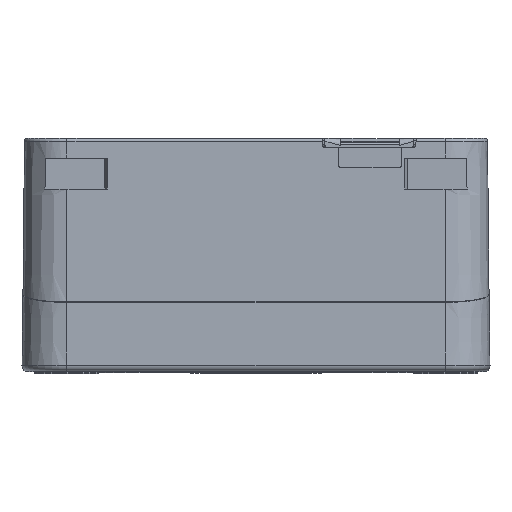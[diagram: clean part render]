
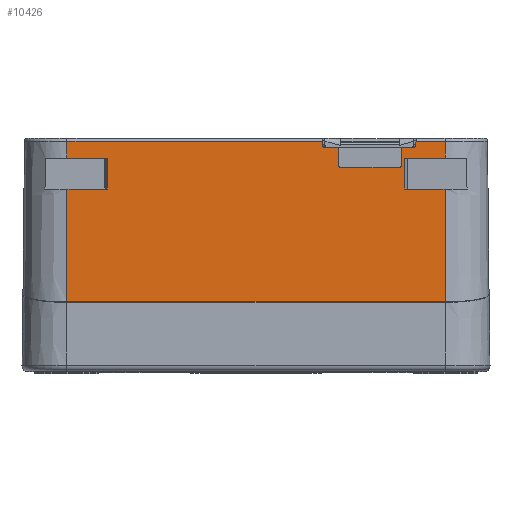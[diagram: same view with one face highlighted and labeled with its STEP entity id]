
A CAD part, top view. The second image highlights one B-rep face of the part: STEP entity #10426.
In plain terms, the highlighted planar face has unit normal (0, 0.009, 1).
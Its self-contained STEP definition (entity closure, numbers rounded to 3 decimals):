
#452=CARTESIAN_POINT('',(-32.5,11.883,40.062));
#454=DIRECTION('',(1.,0.,0.));
#455=VECTOR('',#454,65.);
#456=CARTESIAN_POINT('',(-32.5,11.883,40.062));
#457=LINE('',#456,#455);
#2039=DIRECTION('',(1.,0.,0.));
#2040=VECTOR('',#2039,10.138);
#2041=CARTESIAN_POINT('',(14.526,35.,39.86));
#2042=LINE('',#2041,#2040);
#2043=CARTESIAN_POINT('',(24.664,35.,39.86));
#2044=CARTESIAN_POINT('',(24.762,35.,39.86));
#2045=CARTESIAN_POINT('',(24.886,35.074,39.86));
#2046=CARTESIAN_POINT('',(24.962,35.197,39.859));
#2047=CARTESIAN_POINT('',(24.964,35.295,39.858));
#2049=DIRECTION('',(1.,0.,0.));
#2050=VECTOR('',#2049,2.179);
#2051=CARTESIAN_POINT('',(25.02,38.5,39.83));
#2052=LINE('',#2051,#2050);
#2053=CARTESIAN_POINT('',(27.199,38.5,39.83));
#2054=CARTESIAN_POINT('',(27.297,38.5,39.83));
#2055=CARTESIAN_POINT('',(27.421,38.574,39.829));
#2056=CARTESIAN_POINT('',(27.497,38.697,39.828));
#2057=CARTESIAN_POINT('',(27.499,38.795,39.827));
#2059=DIRECTION('',(0.017,1.,-0.009));
#2060=VECTOR('',#2059,0.71);
#2061=CARTESIAN_POINT('',(27.499,38.795,39.827));
#2062=LINE('',#2061,#2060);
#2063=DIRECTION('',(-1.,0.,0.));
#2064=VECTOR('',#2063,6.933);
#2065=CARTESIAN_POINT('',(32.5,36.6,39.846));
#2066=LINE('',#2065,#2064);
#2067=DIRECTION('',(1.,0.,0.));
#2068=VECTOR('',#2067,6.953);
#2069=CARTESIAN_POINT('',(25.547,31.3,39.893));
#2070=LINE('',#2069,#2068);
#2071=DIRECTION('',(1.,0.,0.));
#2072=VECTOR('',#2071,6.953);
#2073=CARTESIAN_POINT('',(-32.5,31.3,39.893));
#2074=LINE('',#2073,#2072);
#2075=DIRECTION('',(-1.,0.,0.));
#2076=VECTOR('',#2075,6.933);
#2077=CARTESIAN_POINT('',(-25.567,36.6,39.846));
#2078=LINE('',#2077,#2076);
#2079=CARTESIAN_POINT('',(11.441,38.795,39.827));
#2080=CARTESIAN_POINT('',(11.443,38.697,39.828));
#2081=CARTESIAN_POINT('',(11.519,38.574,39.829));
#2082=CARTESIAN_POINT('',(11.643,38.5,39.83));
#2083=CARTESIAN_POINT('',(11.741,38.5,39.83));
#2085=DIRECTION('',(1.,0.,0.));
#2086=VECTOR('',#2085,2.429);
#2087=CARTESIAN_POINT('',(11.741,38.5,39.83));
#2088=LINE('',#2087,#2086);
#2089=DIRECTION('',(0.017,-1.,0.009));
#2090=VECTOR('',#2089,3.206);
#2091=CARTESIAN_POINT('',(14.17,38.5,39.83));
#2092=LINE('',#2091,#2090);
#2093=CARTESIAN_POINT('',(14.226,35.295,39.858));
#2094=CARTESIAN_POINT('',(14.228,35.197,39.859));
#2095=CARTESIAN_POINT('',(14.304,35.074,39.86));
#2096=CARTESIAN_POINT('',(14.428,35.,39.86));
#2097=CARTESIAN_POINT('',(14.526,35.,39.86));
#3198=DIRECTION('',(-0.017,-1.,0.009));
#3199=VECTOR('',#3198,3.206);
#3200=CARTESIAN_POINT('',(25.02,38.5,39.83));
#3201=LINE('',#3200,#3199);
#3202=CARTESIAN_POINT('',(27.511,39.504,39.821));
#3212=DIRECTION('',(-1.,0.,0.));
#3213=VECTOR('',#3212,4.989);
#3214=CARTESIAN_POINT('',(32.5,39.504,39.821));
#3215=LINE('',#3214,#3213);
#3243=DIRECTION('',(0.,1.,-0.009));
#3244=VECTOR('',#3243,19.418);
#3245=CARTESIAN_POINT('',(32.5,11.883,40.062));
#3246=LINE('',#3245,#3244);
#3254=DIRECTION('',(0.,1.,-0.009));
#3255=VECTOR('',#3254,2.904);
#3256=CARTESIAN_POINT('',(32.5,36.6,39.846));
#3257=LINE('',#3256,#3255);
#3267=DIRECTION('',(0.004,1.,-0.009));
#3268=VECTOR('',#3267,5.3);
#3269=CARTESIAN_POINT('',(25.547,31.3,39.893));
#3270=LINE('',#3269,#3268);
#3292=DIRECTION('',(0.,-1.,0.009));
#3293=VECTOR('',#3292,2.904);
#3294=CARTESIAN_POINT('',(-32.5,39.504,39.821));
#3295=LINE('',#3294,#3293);
#3303=DIRECTION('',(0.,-1.,0.009));
#3304=VECTOR('',#3303,19.418);
#3305=CARTESIAN_POINT('',(-32.5,31.3,39.893));
#3306=LINE('',#3305,#3304);
#3326=DIRECTION('',(-1.,0.,0.));
#3327=VECTOR('',#3326,43.929);
#3328=CARTESIAN_POINT('',(11.429,39.504,39.821));
#3329=LINE('',#3328,#3327);
#3334=DIRECTION('',(-0.017,1.,-0.009));
#3335=VECTOR('',#3334,0.71);
#3336=CARTESIAN_POINT('',(11.441,38.795,39.827));
#3337=LINE('',#3336,#3335);
#3780=DIRECTION('',(0.004,-1.,0.009));
#3781=VECTOR('',#3780,5.3);
#3782=CARTESIAN_POINT('',(-25.567,36.6,39.846));
#3783=LINE('',#3782,#3781);
#6280=VERTEX_POINT('',#452);
#6281=CARTESIAN_POINT('',(32.5,11.883,40.062));
#6282=VERTEX_POINT('',#6281);
#6381=CARTESIAN_POINT('',(27.499,38.795,39.827));
#6383=VERTEX_POINT('',#6381);
#6384=VERTEX_POINT('',#3202);
#6385=CARTESIAN_POINT('',(27.199,38.5,39.83));
#6387=VERTEX_POINT('',#6385);
#6389=CARTESIAN_POINT('',(25.02,38.5,39.83));
#6390=VERTEX_POINT('',#6389);
#6439=CARTESIAN_POINT('',(14.17,38.5,39.83));
#6440=VERTEX_POINT('',#6439);
#6441=CARTESIAN_POINT('',(11.741,38.5,39.83));
#6442=VERTEX_POINT('',#6441);
#6495=CARTESIAN_POINT('',(14.526,35.,39.86));
#6496=CARTESIAN_POINT('',(24.664,35.,39.86));
#6497=VERTEX_POINT('',#6495);
#6498=VERTEX_POINT('',#6496);
#6499=VERTEX_POINT('',#2047);
#6500=CARTESIAN_POINT('',(32.5,39.504,39.821));
#6501=VERTEX_POINT('',#6500);
#6502=CARTESIAN_POINT('',(32.5,36.6,39.846));
#6503=VERTEX_POINT('',#6502);
#6504=CARTESIAN_POINT('',(25.567,36.6,39.846));
#6505=VERTEX_POINT('',#6504);
#6506=CARTESIAN_POINT('',(25.547,31.3,39.893));
#6507=VERTEX_POINT('',#6506);
#6508=CARTESIAN_POINT('',(32.5,31.3,39.893));
#6509=VERTEX_POINT('',#6508);
#6510=CARTESIAN_POINT('',(-32.5,31.3,39.893));
#6511=VERTEX_POINT('',#6510);
#6512=CARTESIAN_POINT('',(-25.547,31.3,39.893));
#6513=VERTEX_POINT('',#6512);
#6514=CARTESIAN_POINT('',(-25.567,36.6,39.846));
#6515=VERTEX_POINT('',#6514);
#6516=CARTESIAN_POINT('',(-32.5,36.6,39.846));
#6517=VERTEX_POINT('',#6516);
#6518=CARTESIAN_POINT('',(-32.5,39.504,39.821));
#6519=VERTEX_POINT('',#6518);
#6520=CARTESIAN_POINT('',(11.429,39.504,39.821));
#6521=VERTEX_POINT('',#6520);
#6522=CARTESIAN_POINT('',(11.441,38.795,39.827));
#6523=VERTEX_POINT('',#6522);
#6524=CARTESIAN_POINT('',(14.226,35.295,39.858));
#6525=VERTEX_POINT('',#6524);
#10376=CARTESIAN_POINT('',(34.993,19.,40.));
#10377=DIRECTION('',(0.,0.009,1.));
#10378=DIRECTION('',(1.,0.,0.));
#10379=AXIS2_PLACEMENT_3D('',#10376,#10377,#10378);
#10380=PLANE('',#10379);
#10382=ORIENTED_EDGE('',*,*,#10381,.T.);
#10384=ORIENTED_EDGE('',*,*,#10383,.T.);
#10386=ORIENTED_EDGE('',*,*,#10385,.F.);
#10387=ORIENTED_EDGE('',*,*,#10258,.T.);
#10388=ORIENTED_EDGE('',*,*,#10240,.T.);
#10389=ORIENTED_EDGE('',*,*,#10218,.T.);
#10391=ORIENTED_EDGE('',*,*,#10390,.F.);
#10393=ORIENTED_EDGE('',*,*,#10392,.F.);
#10395=ORIENTED_EDGE('',*,*,#10394,.T.);
#10397=ORIENTED_EDGE('',*,*,#10396,.F.);
#10399=ORIENTED_EDGE('',*,*,#10398,.T.);
#10401=ORIENTED_EDGE('',*,*,#10400,.F.);
#10402=ORIENTED_EDGE('',*,*,#7461,.F.);
#10404=ORIENTED_EDGE('',*,*,#10403,.F.);
#10406=ORIENTED_EDGE('',*,*,#10405,.T.);
#10408=ORIENTED_EDGE('',*,*,#10407,.F.);
#10410=ORIENTED_EDGE('',*,*,#10409,.T.);
#10412=ORIENTED_EDGE('',*,*,#10411,.F.);
#10414=ORIENTED_EDGE('',*,*,#10413,.F.);
#10416=ORIENTED_EDGE('',*,*,#10415,.F.);
#10418=ORIENTED_EDGE('',*,*,#10417,.T.);
#10419=ORIENTED_EDGE('',*,*,#10310,.T.);
#10421=ORIENTED_EDGE('',*,*,#10420,.T.);
#10423=ORIENTED_EDGE('',*,*,#10422,.T.);
#10424=EDGE_LOOP('',(#10382,#10384,#10386,#10387,#10388,#10389,#10391,#10393,
#10395,#10397,#10399,#10401,#10402,#10404,#10406,#10408,#10410,#10412,#10414,
#10416,#10418,#10419,#10421,#10423));
#10425=FACE_OUTER_BOUND('',#10424,.F.);
#10426=ADVANCED_FACE('',(#10425),#10380,.T.);
#2048=B_SPLINE_CURVE_WITH_KNOTS('',3,(#2043,#2044,#2045,#2046,#2047),
.UNSPECIFIED.,.F.,.F.,(4,1,4),(0.,0.5,1.),.UNSPECIFIED.);
#2058=B_SPLINE_CURVE_WITH_KNOTS('',3,(#2053,#2054,#2055,#2056,#2057),
.UNSPECIFIED.,.F.,.F.,(4,1,4),(0.,0.5,1.),.UNSPECIFIED.);
#2084=B_SPLINE_CURVE_WITH_KNOTS('',3,(#2079,#2080,#2081,#2082,#2083),
.UNSPECIFIED.,.F.,.F.,(4,1,4),(0.,0.5,1.),.UNSPECIFIED.);
#2098=B_SPLINE_CURVE_WITH_KNOTS('',3,(#2093,#2094,#2095,#2096,#2097),
.UNSPECIFIED.,.F.,.F.,(4,1,4),(0.,0.5,1.),.UNSPECIFIED.);
#7461=EDGE_CURVE('',#6280,#6282,#457,.T.);
#10218=EDGE_CURVE('',#6383,#6384,#2062,.T.);
#10240=EDGE_CURVE('',#6387,#6383,#2058,.T.);
#10258=EDGE_CURVE('',#6390,#6387,#2052,.T.);
#10310=EDGE_CURVE('',#6442,#6440,#2088,.T.);
#10381=EDGE_CURVE('',#6497,#6498,#2042,.T.);
#10383=EDGE_CURVE('',#6498,#6499,#2048,.T.);
#10385=EDGE_CURVE('',#6390,#6499,#3201,.T.);
#10390=EDGE_CURVE('',#6501,#6384,#3215,.T.);
#10392=EDGE_CURVE('',#6503,#6501,#3257,.T.);
#10394=EDGE_CURVE('',#6503,#6505,#2066,.T.);
#10396=EDGE_CURVE('',#6507,#6505,#3270,.T.);
#10398=EDGE_CURVE('',#6507,#6509,#2070,.T.);
#10400=EDGE_CURVE('',#6282,#6509,#3246,.T.);
#10403=EDGE_CURVE('',#6511,#6280,#3306,.T.);
#10405=EDGE_CURVE('',#6511,#6513,#2074,.T.);
#10407=EDGE_CURVE('',#6515,#6513,#3783,.T.);
#10409=EDGE_CURVE('',#6515,#6517,#2078,.T.);
#10411=EDGE_CURVE('',#6519,#6517,#3295,.T.);
#10413=EDGE_CURVE('',#6521,#6519,#3329,.T.);
#10415=EDGE_CURVE('',#6523,#6521,#3337,.T.);
#10417=EDGE_CURVE('',#6523,#6442,#2084,.T.);
#10420=EDGE_CURVE('',#6440,#6525,#2092,.T.);
#10422=EDGE_CURVE('',#6525,#6497,#2098,.T.);
